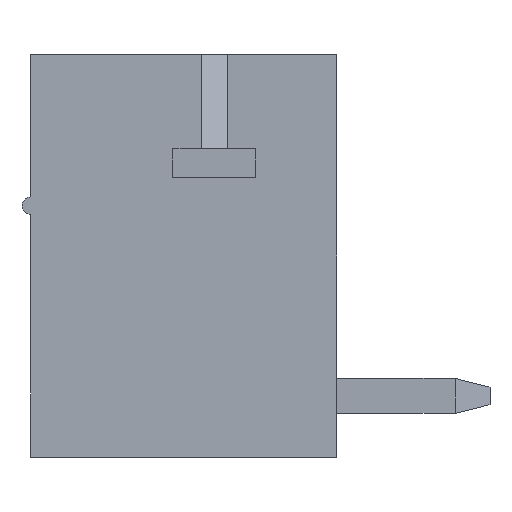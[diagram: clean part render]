
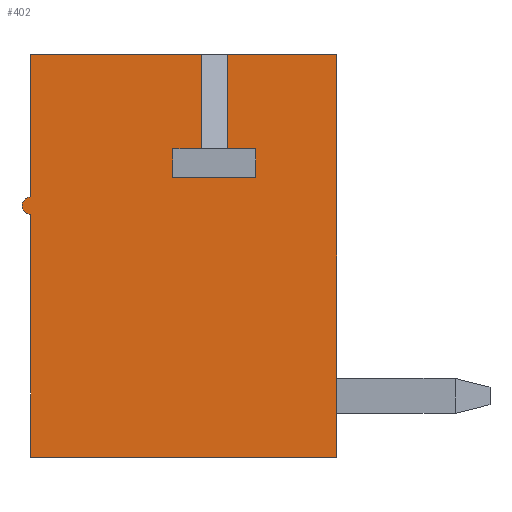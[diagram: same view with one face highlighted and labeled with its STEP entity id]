
A CAD part, left-side view. The second image highlights one B-rep face of the part: STEP entity #402.
In plain terms, the highlighted planar face has unit normal (-1, 0, 0).
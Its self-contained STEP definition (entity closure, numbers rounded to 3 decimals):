
#402 = ADVANCED_FACE( '', ( #816 ), #817, .F. );
#816 = FACE_OUTER_BOUND( '', #1245, .T. );
#817 = PLANE( '', #1246 );
#1245 = EDGE_LOOP( '', ( #2261, #2262, #2263, #2264, #2265, #2266, #2267, #2268, #2269, #2270, #2271, #2272, #2273, #2274 ) );
#1246 = AXIS2_PLACEMENT_3D( '', #2275, #2276, #2277 );
#2261 = ORIENTED_EDGE( '', *, *, #2875, .T. );
#2262 = ORIENTED_EDGE( '', *, *, #2912, .T. );
#2263 = ORIENTED_EDGE( '', *, *, #3009, .F. );
#2264 = ORIENTED_EDGE( '', *, *, #2669, .T. );
#2265 = ORIENTED_EDGE( '', *, *, #2659, .T. );
#2266 = ORIENTED_EDGE( '', *, *, #2941, .T. );
#2267 = ORIENTED_EDGE( '', *, *, #3062, .F. );
#2268 = ORIENTED_EDGE( '', *, *, #2820, .F. );
#2269 = ORIENTED_EDGE( '', *, *, #3005, .F. );
#2270 = ORIENTED_EDGE( '', *, *, #3063, .T. );
#2271 = ORIENTED_EDGE( '', *, *, #2718, .T. );
#2272 = ORIENTED_EDGE( '', *, *, #2709, .T. );
#2273 = ORIENTED_EDGE( '', *, *, #3064, .T. );
#2274 = ORIENTED_EDGE( '', *, *, #3057, .T. );
#2275 = CARTESIAN_POINT( '', ( -4.05, 0., 0. ) );
#2276 = DIRECTION( '', ( 1., 0., 0. ) );
#2277 = DIRECTION( '', ( 0., 0., -1. ) );
#2659 = EDGE_CURVE( '', #3178, #3176, #3179, .F. );
#2669 = EDGE_CURVE( '', #3191, #3178, #3195, .T. );
#2709 = EDGE_CURVE( '', #3263, #3264, #3265, .T. );
#2718 = EDGE_CURVE( '', #3278, #3263, #3279, .T. );
#2820 = EDGE_CURVE( '', #3446, #3448, #3449, .T. );
#2875 = EDGE_CURVE( '', #3532, #3533, #3534, .T. );
#2912 = EDGE_CURVE( '', #3533, #3286, #3592, .T. );
#2941 = EDGE_CURVE( '', #3176, #3637, #3639, .T. );
#3005 = EDGE_CURVE( '', #3284, #3446, #3726, .T. );
#3009 = EDGE_CURVE( '', #3191, #3286, #3731, .T. );
#3057 = EDGE_CURVE( '', #3789, #3532, #3790, .T. );
#3062 = EDGE_CURVE( '', #3448, #3637, #3795, .T. );
#3063 = EDGE_CURVE( '', #3284, #3278, #3796, .T. );
#3064 = EDGE_CURVE( '', #3264, #3789, #3797, .T. );
#3176 = VERTEX_POINT( '', #3933 );
#3178 = VERTEX_POINT( '', #3936 );
#3179 = CIRCLE( '', #3937, 0.2 );
#3191 = VERTEX_POINT( '', #3954 );
#3195 = LINE( '', #3960, #3961 );
#3263 = VERTEX_POINT( '', #4057 );
#3264 = VERTEX_POINT( '', #4058 );
#3265 = LINE( '', #4059, #4060 );
#3278 = VERTEX_POINT( '', #4079 );
#3279 = LINE( '', #4080, #4081 );
#3284 = VERTEX_POINT( '', #4088 );
#3286 = VERTEX_POINT( '', #4091 );
#3446 = VERTEX_POINT( '', #4325 );
#3448 = VERTEX_POINT( '', #4328 );
#3449 = LINE( '', #4329, #4330 );
#3532 = VERTEX_POINT( '', #4452 );
#3533 = VERTEX_POINT( '', #4453 );
#3534 = LINE( '', #4454, #4455 );
#3592 = LINE( '', #4540, #4541 );
#3637 = VERTEX_POINT( '', #4605 );
#3639 = LINE( '', #4608, #4609 );
#3726 = LINE( '', #4743, #4744 );
#3731 = LINE( '', #4752, #4753 );
#3789 = VERTEX_POINT( '', #4839 );
#3790 = LINE( '', #4840, #4841 );
#3795 = LINE( '', #4848, #4849 );
#3796 = LINE( '', #4850, #4851 );
#3797 = LINE( '', #4852, #4853 );
#3933 = CARTESIAN_POINT( '', ( -4.05, 3.4, 0.95 ) );
#3936 = CARTESIAN_POINT( '', ( -4.05, 3.4, 1.35 ) );
#3937 = AXIS2_PLACEMENT_3D( '', #4983, #4984, #4985 );
#3954 = CARTESIAN_POINT( '', ( -4.05, 3.4, 4.6 ) );
#3960 = CARTESIAN_POINT( '', ( -4.05, 3.4, 0. ) );
#3961 = VECTOR( '', #4993, 1000. );
#4057 = CARTESIAN_POINT( '', ( -4.05, -1.75, 2.45 ) );
#4058 = CARTESIAN_POINT( '', ( -4.05, -1.75, 1.8 ) );
#4059 = CARTESIAN_POINT( '', ( -4.05, -1.75, 2.45 ) );
#4060 = VECTOR( '', #5031, 1000. );
#4079 = CARTESIAN_POINT( '', ( -4.05, -1.1, 2.45 ) );
#4080 = CARTESIAN_POINT( '', ( -4.05, -1.1, 2.45 ) );
#4081 = VECTOR( '', #5038, 1000. );
#4088 = CARTESIAN_POINT( '', ( -4.05, -1.1, 4.6 ) );
#4091 = CARTESIAN_POINT( '', ( -4.05, -0.5, 4.6 ) );
#4325 = CARTESIAN_POINT( '', ( -4.05, -3.6, 4.6 ) );
#4328 = CARTESIAN_POINT( '', ( -4.05, -3.6, -4.6 ) );
#4329 = CARTESIAN_POINT( '', ( -4.05, -3.6, 4.6 ) );
#4330 = VECTOR( '', #5129, 1000. );
#4452 = CARTESIAN_POINT( '', ( -4.05, 0.15, 2.45 ) );
#4453 = CARTESIAN_POINT( '', ( -4.05, -0.5, 2.45 ) );
#4454 = CARTESIAN_POINT( '', ( -4.05, 0.15, 2.45 ) );
#4455 = VECTOR( '', #5175, 1000. );
#4540 = CARTESIAN_POINT( '', ( -4.05, -0.5, 2.45 ) );
#4541 = VECTOR( '', #5209, 1000. );
#4605 = CARTESIAN_POINT( '', ( -4.05, 3.4, -4.6 ) );
#4608 = CARTESIAN_POINT( '', ( -4.05, 3.4, 0. ) );
#4609 = VECTOR( '', #5236, 1000. );
#4743 = CARTESIAN_POINT( '', ( -4.05, 3.6, 4.6 ) );
#4744 = VECTOR( '', #5287, 1000. );
#4752 = CARTESIAN_POINT( '', ( -4.05, 3.6, 4.6 ) );
#4753 = VECTOR( '', #5291, 1000. );
#4839 = CARTESIAN_POINT( '', ( -4.05, 0.15, 1.8 ) );
#4840 = CARTESIAN_POINT( '', ( -4.05, 0.15, 1.8 ) );
#4841 = VECTOR( '', #5323, 1000. );
#4848 = CARTESIAN_POINT( '', ( -4.05, -3.6, -4.6 ) );
#4849 = VECTOR( '', #5326, 1000. );
#4850 = CARTESIAN_POINT( '', ( -4.05, -1.1, 4.6 ) );
#4851 = VECTOR( '', #5327, 1000. );
#4852 = CARTESIAN_POINT( '', ( -4.05, -1.75, 1.8 ) );
#4853 = VECTOR( '', #5328, 1000. );
#4983 = CARTESIAN_POINT( '', ( -4.05, 3.4, 1.15 ) );
#4984 = DIRECTION( '', ( 1., 0., 0. ) );
#4985 = DIRECTION( '', ( 0., 0., -1. ) );
#4993 = DIRECTION( '', ( 0., 0., -1. ) );
#5031 = DIRECTION( '', ( 0., 0., -1. ) );
#5038 = DIRECTION( '', ( 0., -1., 0. ) );
#5129 = DIRECTION( '', ( 0., 0., -1. ) );
#5175 = DIRECTION( '', ( 0., -1., 0. ) );
#5209 = DIRECTION( '', ( 0., 0., 1. ) );
#5236 = DIRECTION( '', ( 0., 0., -1. ) );
#5287 = DIRECTION( '', ( 0., -1., 0. ) );
#5291 = DIRECTION( '', ( 0., -1., 0. ) );
#5323 = DIRECTION( '', ( 0., 0., 1. ) );
#5326 = DIRECTION( '', ( 0., 1., 0. ) );
#5327 = DIRECTION( '', ( 0., 0., -1. ) );
#5328 = DIRECTION( '', ( 0., 1., 0. ) );
